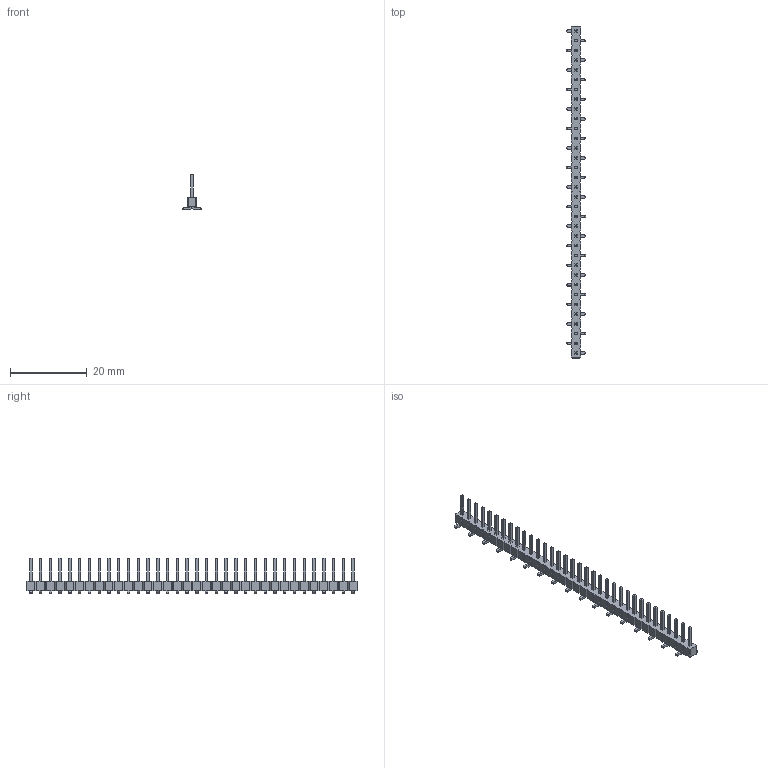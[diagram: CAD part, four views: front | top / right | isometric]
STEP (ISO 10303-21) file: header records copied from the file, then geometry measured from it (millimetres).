
FILE_DESCRIPTION(/* description */ ('model of Pin_Header_Straight_1x34_Pitch2.54mm_SMD_Pin1Left'),/* implementation_level */ '2;1');
FILE_NAME(/* name */ 'Pin_Header_Straight_1x34_Pitch2.54mm_SMD_Pin1Left.step',/* time_stamp */ '2017-08-19T04:48:37',/* author */ ('kicad StepUp','ksu'),/* organization */ ('FreeCAD'),/* preprocessor_version */ 'OCC',/* originating_system */ 'kicad StepUp',/* authorisation */ '');
FILE_SCHEMA(('AUTOMOTIVE_DESIGN { 1 0 10303 214 1 1 1 1 }'));
Length unit declared in the file: millimetre
Products named in the file (1): Pin_Header_Straight_1x34_Pitch254mm_SMD_Pin1Left
Bounding box: 5 x 86.36 x 9.3 mm (x, y, z)
Volume: 662.4 mm3; surface area: 1631.2 mm2
Topology: 1 solids, 1 shells, 888 faces, 2182 edges, 1364 vertices
Faces by surface type: plane 820, cylinder 68
Entity records: 31615 total; most frequent: CARTESIAN_POINT 4435, ORIENTED_EDGE 4364, DIRECTION 4096, EDGE_CURVE 2182, LINE 2046, VECTOR 2046, VERTEX_POINT 1364, AXIS2_PLACEMENT_3D 1025
